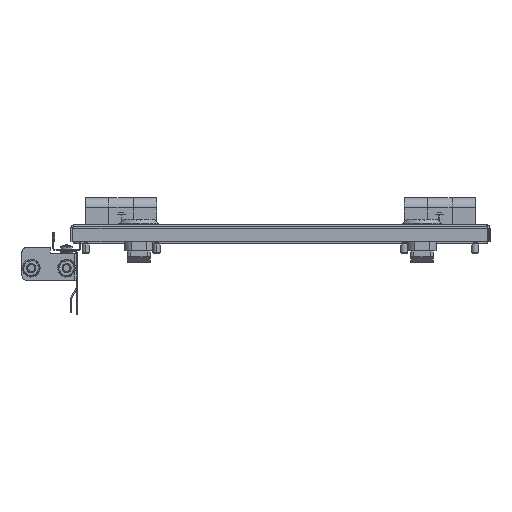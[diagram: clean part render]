
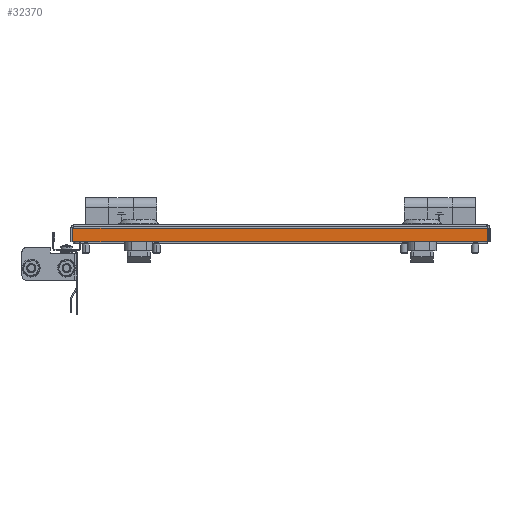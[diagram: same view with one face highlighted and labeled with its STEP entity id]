
A CAD part, left-side view. The second image highlights one B-rep face of the part: STEP entity #32370.
In plain terms, the highlighted planar face has unit normal (-1, 0, 0).
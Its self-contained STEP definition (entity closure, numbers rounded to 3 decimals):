
#19 = LINE ( 'NONE', #9560, #46446 ) ;
#1156 = DIRECTION ( 'NONE',  ( 0., 0., -1. ) ) ;
#1771 = AXIS2_PLACEMENT_3D ( 'NONE', #2711, #30044, #55796 ) ;
#1977 = EDGE_CURVE ( 'NONE', #29828, #52677, #54540, .T. ) ;
#2205 = EDGE_CURVE ( 'NONE', #28761, #4536, #57024, .T. ) ;
#2711 = CARTESIAN_POINT ( 'NONE',  ( -589.25, -0.002, 0. ) ) ;
#4536 = VERTEX_POINT ( 'NONE', #60690 ) ;
#5508 = EDGE_CURVE ( 'NONE', #52677, #4536, #56473, .T. ) ;
#9560 = CARTESIAN_POINT ( 'NONE',  ( -589.25, -148.002, -2.4 ) ) ;
#10764 = DIRECTION ( 'NONE',  ( 0., -1., 0. ) ) ;
#12196 = VECTOR ( 'NONE', #10764, 1000. ) ;
#13210 = VECTOR ( 'NONE', #1156, 1000. ) ;
#18773 = CARTESIAN_POINT ( 'NONE',  ( -589.25, 146.528, 0. ) ) ;
#19485 = FACE_OUTER_BOUND ( 'NONE', #56102, .T. ) ;
#20567 = CARTESIAN_POINT ( 'NONE',  ( -589.25, -0.002, -12. ) ) ;
#21511 = ORIENTED_EDGE ( 'NONE', *, *, #2205, .F. ) ;
#23674 = DIRECTION ( 'NONE',  ( 0., -1., 0. ) ) ;
#25437 = ORIENTED_EDGE ( 'NONE', *, *, #5508, .T. ) ;
#26980 = CARTESIAN_POINT ( 'NONE',  ( -589.25, 146.528, -2.4 ) ) ;
#28761 = VERTEX_POINT ( 'NONE', #37562 ) ;
#29828 = VERTEX_POINT ( 'NONE', #26980 ) ;
#30044 = DIRECTION ( 'NONE',  ( 1., 0., 0. ) ) ;
#31895 = DIRECTION ( 'NONE',  ( 0., 0., -1. ) ) ;
#32370 = ADVANCED_FACE ( 'NONE', ( #19485 ), #45653, .F. ) ;
#36721 = ORIENTED_EDGE ( 'NONE', *, *, #38131, .F. ) ;
#37251 = CARTESIAN_POINT ( 'NONE',  ( -589.25, -146.531, -1.4 ) ) ;
#37562 = CARTESIAN_POINT ( 'NONE',  ( -589.25, -146.531, -2.4 ) ) ;
#38131 = EDGE_CURVE ( 'NONE', #29828, #28761, #19, .T. ) ;
#42505 = CARTESIAN_POINT ( 'NONE',  ( -589.25, 146.528, -12. ) ) ;
#44494 = VECTOR ( 'NONE', #31895, 1000. ) ;
#45653 = PLANE ( 'NONE',  #1771 ) ;
#46446 = VECTOR ( 'NONE', #23674, 1000. ) ;
#52677 = VERTEX_POINT ( 'NONE', #42505 ) ;
#54540 = LINE ( 'NONE', #18773, #13210 ) ;
#55796 = DIRECTION ( 'NONE',  ( 0., 0., -1. ) ) ;
#56102 = EDGE_LOOP ( 'NONE', ( #21511, #36721, #57289, #25437 ) ) ;
#56473 = LINE ( 'NONE', #20567, #12196 ) ;
#57024 = LINE ( 'NONE', #37251, #44494 ) ;
#57289 = ORIENTED_EDGE ( 'NONE', *, *, #1977, .T. ) ;
#60690 = CARTESIAN_POINT ( 'NONE',  ( -589.25, -146.531, -12. ) ) ;
